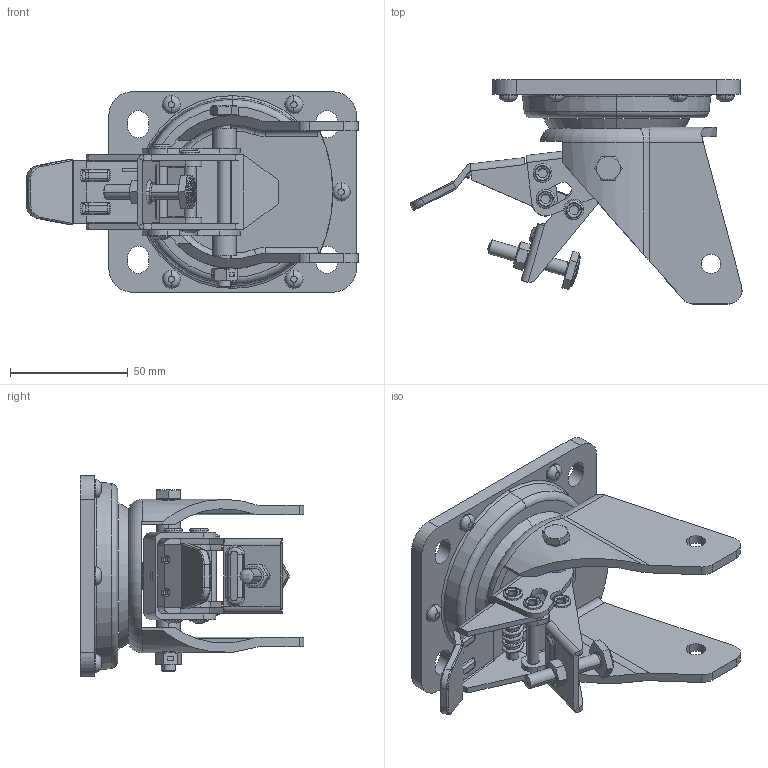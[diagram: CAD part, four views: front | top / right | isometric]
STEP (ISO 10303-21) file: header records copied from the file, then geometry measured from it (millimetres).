
FILE_DESCRIPTION (( 'STEP AP214' ), '1' );
FILE_NAME ('0019370BRL.step', '2023-02-15T09:28:27', ( '' ), ( '' ), 'SwSTEP 2.0', 'SolidWorks 2020', '' );
FILE_SCHEMA (( 'AUTOMOTIVE_DESIGN' ));
Length unit declared in the file: millimetre
Products named in the file (1): 0019370BRL
Bounding box: 140.83 x 95 x 85 mm (x, y, z)
Surface area: 66531.2 mm2 (no closed solid volume)
Topology: 0 solids, 28 shells, 511 faces, 1450 edges, 956 vertices
Faces by surface type: cylinder 187, plane 172, bspline 96, cone 34, torus 22
Entity records: 34436 total; most frequent: CARTESIAN_POINT 16375, ORIENTED_EDGE 2543, DIRECTION 2406, EDGE_CURVE 1439, VERTEX_POINT 956, AXIS2_PLACEMENT_3D 918, EDGE_LOOP 607, VECTOR 570
